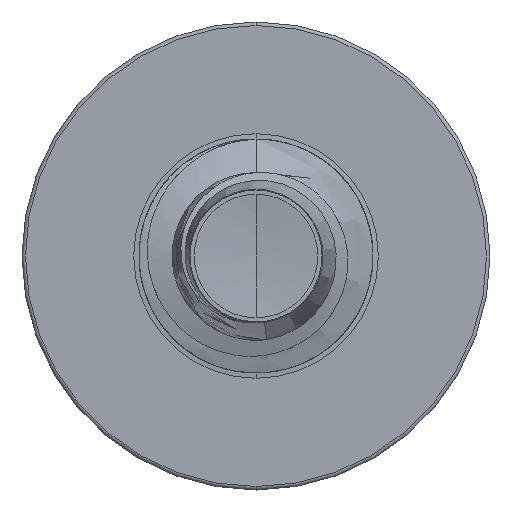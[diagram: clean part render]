
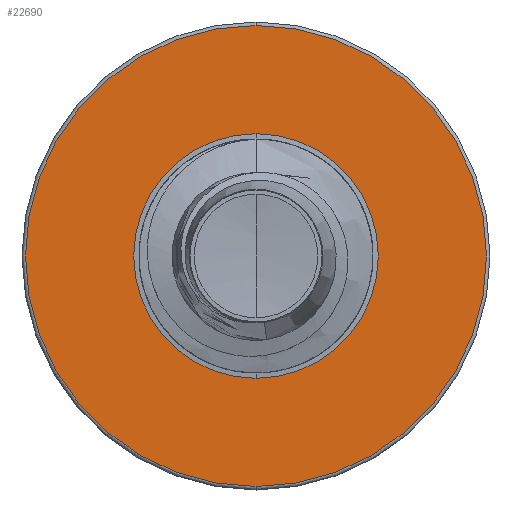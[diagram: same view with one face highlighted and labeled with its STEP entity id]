
A CAD part, front view. The second image highlights one B-rep face of the part: STEP entity #22690.
In plain terms, the highlighted planar face has unit normal (0, -1, 0).
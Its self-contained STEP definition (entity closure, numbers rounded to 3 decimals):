
#276 = CARTESIAN_POINT ( 'NONE',  ( 0., 11., 2.167 ) ) ;
#451 = DIRECTION ( 'NONE',  ( 0., 1., 0. ) ) ;
#1303 = PLANE ( 'NONE',  #3828 ) ;
#1850 = CIRCLE ( 'NONE', #22956, 1.15 ) ;
#2029 = DIRECTION ( 'NONE',  ( 0., 0., 1. ) ) ;
#3828 = AXIS2_PLACEMENT_3D ( 'NONE', #13924, #5565, #20032 ) ;
#4041 = ORIENTED_EDGE ( 'NONE', *, *, #16118, .T. ) ;
#4065 = ORIENTED_EDGE ( 'NONE', *, *, #26466, .T. ) ;
#4151 = EDGE_LOOP ( 'NONE', ( #4065, #4041 ) ) ;
#4290 = VERTEX_POINT ( 'NONE', #21246 ) ;
#4536 = FACE_OUTER_BOUND ( 'NONE', #5119, .T. ) ;
#5091 = AXIS2_PLACEMENT_3D ( 'NONE', #20674, #8405, #22652 ) ;
#5119 = EDGE_LOOP ( 'NONE', ( #26282, #10115 ) ) ;
#5565 = DIRECTION ( 'NONE',  ( 0., 1., 0. ) ) ;
#7886 = VERTEX_POINT ( 'NONE', #19194 ) ;
#8405 = DIRECTION ( 'NONE',  ( 0., 1., 0. ) ) ;
#9245 = DIRECTION ( 'NONE',  ( 0., 1., 0. ) ) ;
#10115 = ORIENTED_EDGE ( 'NONE', *, *, #25987, .F. ) ;
#10165 = FACE_BOUND ( 'NONE', #4151, .T. ) ;
#13058 = CARTESIAN_POINT ( 'NONE',  ( 0., 11., 0. ) ) ;
#13401 = CIRCLE ( 'NONE', #16761, 2.167 ) ;
#13924 = CARTESIAN_POINT ( 'NONE',  ( 0., 11., -1.15 ) ) ;
#14618 = DIRECTION ( 'NONE',  ( 0., 1., 0. ) ) ;
#15146 = DIRECTION ( 'NONE',  ( 0., 0., 1. ) ) ;
#16118 = EDGE_CURVE ( 'NONE', #7886, #4290, #25669, .T. ) ;
#16761 = AXIS2_PLACEMENT_3D ( 'NONE', #21434, #9245, #23428 ) ;
#17242 = AXIS2_PLACEMENT_3D ( 'NONE', #26551, #14618, #2029 ) ;
#17807 = VERTEX_POINT ( 'NONE', #276 ) ;
#19194 = CARTESIAN_POINT ( 'NONE',  ( 0., 11., -1.15 ) ) ;
#19543 = CARTESIAN_POINT ( 'NONE',  ( 0., 11., -2.167 ) ) ;
#20032 = DIRECTION ( 'NONE',  ( 0., 0., 1. ) ) ;
#20363 = CIRCLE ( 'NONE', #5091, 2.167 ) ;
#20674 = CARTESIAN_POINT ( 'NONE',  ( 0., 11., 0. ) ) ;
#21246 = CARTESIAN_POINT ( 'NONE',  ( 0., 11., 1.15 ) ) ;
#21434 = CARTESIAN_POINT ( 'NONE',  ( 0., 11., 0. ) ) ;
#21499 = VERTEX_POINT ( 'NONE', #19543 ) ;
#22652 = DIRECTION ( 'NONE',  ( 0., 0., 1. ) ) ;
#22690 = ADVANCED_FACE ( 'NONE', ( #4536, #10165 ), #1303, .F. ) ;
#22956 = AXIS2_PLACEMENT_3D ( 'NONE', #13058, #451, #15146 ) ;
#23428 = DIRECTION ( 'NONE',  ( 0., 0., 1. ) ) ;
#25096 = EDGE_CURVE ( 'NONE', #17807, #21499, #13401, .T. ) ;
#25669 = CIRCLE ( 'NONE', #17242, 1.15 ) ;
#25987 = EDGE_CURVE ( 'NONE', #21499, #17807, #20363, .T. ) ;
#26282 = ORIENTED_EDGE ( 'NONE', *, *, #25096, .F. ) ;
#26466 = EDGE_CURVE ( 'NONE', #4290, #7886, #1850, .T. ) ;
#26551 = CARTESIAN_POINT ( 'NONE',  ( 0., 11., 0. ) ) ;
